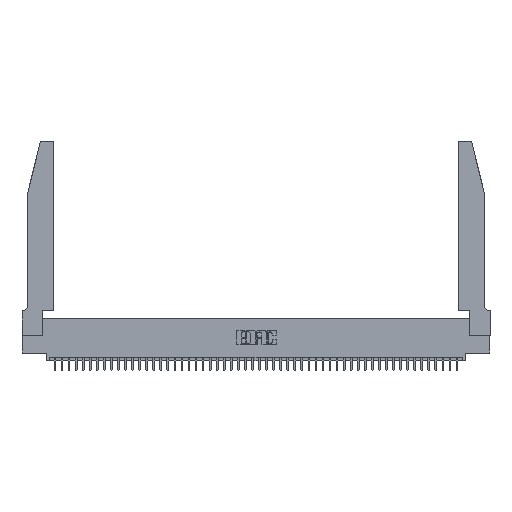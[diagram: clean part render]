
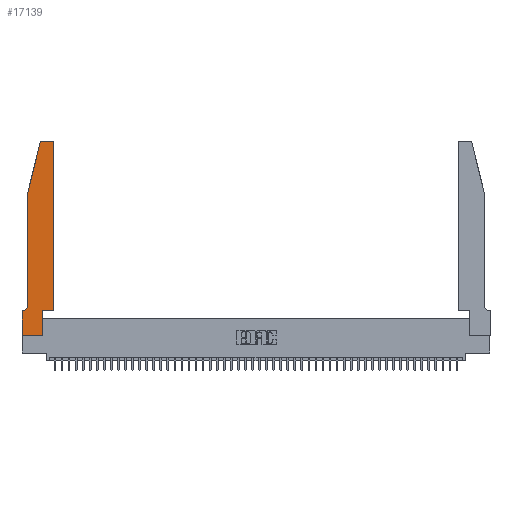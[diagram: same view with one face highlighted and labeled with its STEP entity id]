
A CAD part, top view. The second image highlights one B-rep face of the part: STEP entity #17139.
In plain terms, the highlighted planar face has unit normal (0, 0, 1).
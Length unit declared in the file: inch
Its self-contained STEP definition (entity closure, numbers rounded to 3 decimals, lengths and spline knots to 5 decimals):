
#61 = CARTESIAN_POINT ( 'NONE',  ( 0.0755, 0.35, 0.37 ) ) ;
#278 = DIRECTION ( 'NONE',  ( 0., 0., 1. ) ) ;
#1492 = ORIENTED_EDGE ( 'NONE', *, *, #14804, .T. ) ;
#1621 = VERTEX_POINT ( 'NONE', #8026 ) ;
#2041 = EDGE_CURVE ( 'NONE', #1621, #22915, #18982, .T. ) ;
#2129 = VERTEX_POINT ( 'NONE', #47902 ) ;
#2736 = CARTESIAN_POINT ( 'NONE',  ( 0.4505, 0.35, 0.37 ) ) ;
#2954 = EDGE_CURVE ( 'NONE', #32766, #6783, #9036, .T. ) ;
#3181 = LINE ( 'NONE', #8869, #21812 ) ;
#3959 = DIRECTION ( 'NONE',  ( 0., -1., 0. ) ) ;
#4881 = ORIENTED_EDGE ( 'NONE', *, *, #35669, .T. ) ;
#5115 = EDGE_CURVE ( 'NONE', #15056, #32766, #25270, .T. ) ;
#5514 = PLANE ( 'NONE',  #34661 ) ;
#5642 = CARTESIAN_POINT ( 'NONE',  ( 0.2605, 2.75, 0.37 ) ) ;
#6031 = EDGE_CURVE ( 'NONE', #40481, #17734, #6493, .T. ) ;
#6329 = CARTESIAN_POINT ( 'NONE',  ( 0.4505, 2.72, 0.37 ) ) ;
#6493 = LINE ( 'NONE', #61, #25174 ) ;
#6499 = DIRECTION ( 'NONE',  ( 0., -1., 0. ) ) ;
#6756 = AXIS2_PLACEMENT_3D ( 'NONE', #22628, #278, #26388 ) ;
#6783 = VERTEX_POINT ( 'NONE', #42438 ) ;
#7521 = AXIS2_PLACEMENT_3D ( 'NONE', #14186, #40274, #17907 ) ;
#8026 = CARTESIAN_POINT ( 'NONE',  ( 0.25487, 2.72718, 0.37 ) ) ;
#8243 = CARTESIAN_POINT ( 'NONE',  ( 0.2865, 0., 0.37 ) ) ;
#8869 = CARTESIAN_POINT ( 'NONE',  ( 0., 0., 0.37 ) ) ;
#9036 = LINE ( 'NONE', #25531, #36473 ) ;
#9221 = DIRECTION ( 'NONE',  ( 0., 0., 1. ) ) ;
#10010 = ORIENTED_EDGE ( 'NONE', *, *, #5115, .T. ) ;
#10431 = AXIS2_PLACEMENT_3D ( 'NONE', #38579, #16232, #42336 ) ;
#10665 = DIRECTION ( 'NONE',  ( 1., 0., 0. ) ) ;
#10941 = EDGE_CURVE ( 'NONE', #14526, #1621, #33532, .T. ) ;
#11585 = CARTESIAN_POINT ( 'NONE',  ( 0.2865, 0.35, 0.37 ) ) ;
#12627 = DIRECTION ( 'NONE',  ( 1., 0., 0. ) ) ;
#12815 = VECTOR ( 'NONE', #31863, 39.37008 ) ;
#14186 = CARTESIAN_POINT ( 'NONE',  ( 0.0055, 0.42, 0.37 ) ) ;
#14526 = VERTEX_POINT ( 'NONE', #27444 ) ;
#14804 = EDGE_CURVE ( 'NONE', #22915, #32901, #26754, .T. ) ;
#15056 = VERTEX_POINT ( 'NONE', #8243 ) ;
#16028 = CARTESIAN_POINT ( 'NONE',  ( 0., 0.35, 0.37 ) ) ;
#16043 = ORIENTED_EDGE ( 'NONE', *, *, #34591, .T. ) ;
#16232 = DIRECTION ( 'NONE',  ( 0., 0., 1. ) ) ;
#16747 = CARTESIAN_POINT ( 'NONE',  ( 0.0055, 0.35, 0.37 ) ) ;
#17139 = ADVANCED_FACE ( 'NONE', ( #44028 ), #5514, .T. ) ;
#17734 = VERTEX_POINT ( 'NONE', #16028 ) ;
#17742 = DIRECTION ( 'NONE',  ( -0.239, -0.971, 0. ) ) ;
#17907 = DIRECTION ( 'NONE',  ( -1., 0., 0. ) ) ;
#18199 = ORIENTED_EDGE ( 'NONE', *, *, #23499, .T. ) ;
#18982 = LINE ( 'NONE', #36374, #27813 ) ;
#21100 = CARTESIAN_POINT ( 'NONE',  ( 0.0755, 2., 0.37 ) ) ;
#21812 = VECTOR ( 'NONE', #12627, 39.37008 ) ;
#22628 = CARTESIAN_POINT ( 'NONE',  ( 0.4205, 2.72, 0.37 ) ) ;
#22725 = LINE ( 'NONE', #5642, #12815 ) ;
#22915 = VERTEX_POINT ( 'NONE', #21100 ) ;
#23499 = EDGE_CURVE ( 'NONE', #33250, #14526, #22725, .T. ) ;
#23550 = CARTESIAN_POINT ( 'NONE',  ( 0.2865, 0.35, 0.37 ) ) ;
#23923 = CARTESIAN_POINT ( 'NONE',  ( 0., 0.35, 0.37 ) ) ;
#24243 = EDGE_CURVE ( 'NONE', #17734, #2129, #33853, .T. ) ;
#24424 = CARTESIAN_POINT ( 'NONE',  ( 0.4205, 2.75, 0.37 ) ) ;
#25174 = VECTOR ( 'NONE', #30106, 39.37008 ) ;
#25270 = LINE ( 'NONE', #23550, #43900 ) ;
#25469 = ORIENTED_EDGE ( 'NONE', *, *, #2041, .T. ) ;
#25531 = CARTESIAN_POINT ( 'NONE',  ( 0.4505, 0.35, 0.37 ) ) ;
#26388 = DIRECTION ( 'NONE',  ( 1., 0., 0. ) ) ;
#26754 = LINE ( 'NONE', #47384, #46580 ) ;
#27444 = CARTESIAN_POINT ( 'NONE',  ( 0.284, 2.75, 0.37 ) ) ;
#27813 = VECTOR ( 'NONE', #17742, 39.37008 ) ;
#27972 = EDGE_LOOP ( 'NONE', ( #18199, #43875, #25469, #1492, #16043, #40526, #37553, #4881, #10010, #35719, #32773, #29902 ) ) ;
#28002 = EDGE_CURVE ( 'NONE', #38481, #33250, #47255, .T. ) ;
#29902 = ORIENTED_EDGE ( 'NONE', *, *, #28002, .T. ) ;
#30106 = DIRECTION ( 'NONE',  ( -1., 0., 0. ) ) ;
#31049 = DIRECTION ( 'NONE',  ( 0., 1., 0. ) ) ;
#31863 = DIRECTION ( 'NONE',  ( -1., 0., 0. ) ) ;
#32766 = VERTEX_POINT ( 'NONE', #11585 ) ;
#32773 = ORIENTED_EDGE ( 'NONE', *, *, #40652, .T. ) ;
#32901 = VERTEX_POINT ( 'NONE', #37167 ) ;
#32913 = VECTOR ( 'NONE', #39736, 39.37008 ) ;
#33250 = VERTEX_POINT ( 'NONE', #24424 ) ;
#33532 = CIRCLE ( 'NONE', #10431, 0.03 ) ;
#33629 = CARTESIAN_POINT ( 'NONE',  ( 0., 0., 0.37 ) ) ;
#33853 = LINE ( 'NONE', #33629, #42590 ) ;
#34591 = EDGE_CURVE ( 'NONE', #32901, #40481, #38869, .T. ) ;
#34661 = AXIS2_PLACEMENT_3D ( 'NONE', #23923, #9221, #35342 ) ;
#35342 = DIRECTION ( 'NONE',  ( 1., 0., 0. ) ) ;
#35669 = EDGE_CURVE ( 'NONE', #2129, #15056, #3181, .T. ) ;
#35719 = ORIENTED_EDGE ( 'NONE', *, *, #2954, .T. ) ;
#36374 = CARTESIAN_POINT ( 'NONE',  ( 0.0755, 2., 0.37 ) ) ;
#36473 = VECTOR ( 'NONE', #10665, 39.37008 ) ;
#37167 = CARTESIAN_POINT ( 'NONE',  ( 0.0755, 0.42, 0.37 ) ) ;
#37553 = ORIENTED_EDGE ( 'NONE', *, *, #24243, .T. ) ;
#38481 = VERTEX_POINT ( 'NONE', #6329 ) ;
#38579 = CARTESIAN_POINT ( 'NONE',  ( 0.284, 2.72, 0.37 ) ) ;
#38869 = CIRCLE ( 'NONE', #7521, 0.07 ) ;
#39736 = DIRECTION ( 'NONE',  ( 0., 1., 0. ) ) ;
#40274 = DIRECTION ( 'NONE',  ( 0., 0., -1. ) ) ;
#40481 = VERTEX_POINT ( 'NONE', #16747 ) ;
#40526 = ORIENTED_EDGE ( 'NONE', *, *, #6031, .T. ) ;
#40652 = EDGE_CURVE ( 'NONE', #6783, #38481, #42819, .T. ) ;
#42336 = DIRECTION ( 'NONE',  ( 1., 0., 0. ) ) ;
#42438 = CARTESIAN_POINT ( 'NONE',  ( 0.4505, 0.35, 0.37 ) ) ;
#42590 = VECTOR ( 'NONE', #3959, 39.37008 ) ;
#42819 = LINE ( 'NONE', #2736, #32913 ) ;
#43875 = ORIENTED_EDGE ( 'NONE', *, *, #10941, .T. ) ;
#43900 = VECTOR ( 'NONE', #31049, 39.37008 ) ;
#44028 = FACE_OUTER_BOUND ( 'NONE', #27972, .T. ) ;
#46580 = VECTOR ( 'NONE', #6499, 39.37008 ) ;
#47255 = CIRCLE ( 'NONE', #6756, 0.03 ) ;
#47384 = CARTESIAN_POINT ( 'NONE',  ( 0.0755, 2., 0.37 ) ) ;
#47902 = CARTESIAN_POINT ( 'NONE',  ( 0., 0., 0.37 ) ) ;
